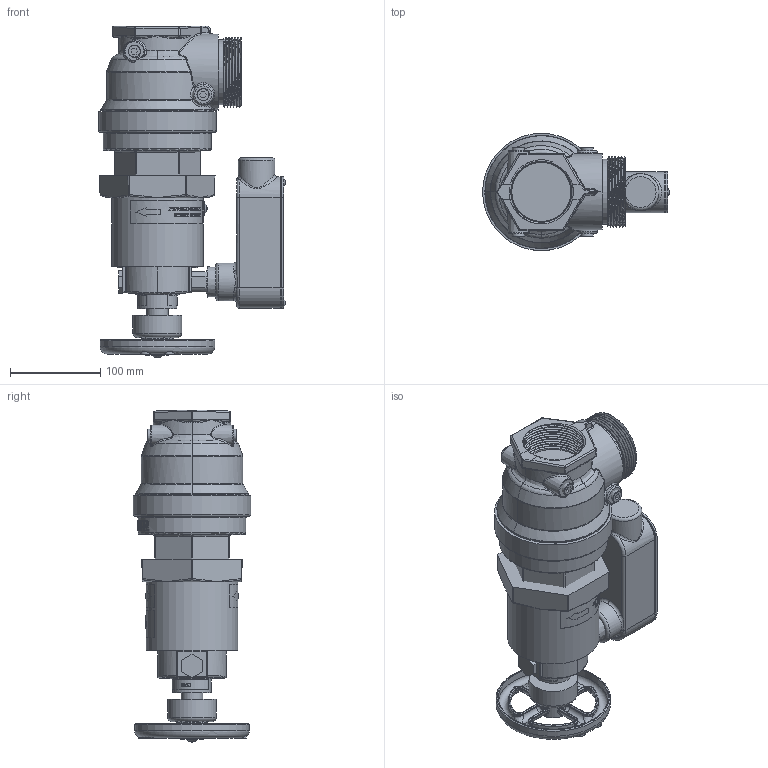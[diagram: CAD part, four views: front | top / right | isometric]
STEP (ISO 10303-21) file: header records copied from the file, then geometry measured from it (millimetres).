
FILE_DESCRIPTION (( 'STEP AP214' ), '1' );
FILE_NAME ('URFA-25-2.5.STEP', '2015-10-23T17:19:02', ( '' ), ( '' ), 'SwSTEP 2.0', 'SolidWorks 2015', '' );
FILE_SCHEMA (( 'AUTOMOTIVE_DESIGN' ));
Length unit declared in the file: inch
Products named in the file (1): URFA-25-2.5
Bounding box: 207.05 x 130.18 x 368.09 mm (x, y, z)
Volume: 2603247.1 mm3; surface area: 460577.1 mm2
Topology: 27 solids, 27 shells, 3445 faces, 9143 edges, 5919 vertices
Faces by surface type: bspline 1578, plane 1293, cylinder 395, torus 84, cone 69, sphere 26
Full cylindrical faces by diameter (mm): 1.016 x2, 2.54 x2, 4.826 x2, 6.35 x2, 15.24 x2, 15.875 x1, 16.51 x1, 18.136 x1, 19.012 x1, 19.05 x1, 19.609 x1, 23.812 x1, 25.4 x2, 31.75 x1, 34.925 x1, 37.587 x1, 40.64 x1, 41.91 x1, 43.18 x1, 53.975 x1, 63.5 x1, 72.288 x1, 76.2 x2, 86.233 x1, 90.932 x1, 95.199 x1, 97.79 x1, 101.6 x1, 117.348 x1, 119.71 x1
Entity records: 334694 total; most frequent: CARTESIAN_POINT 260037, ORIENTED_EDGE 17916, DIRECTION 11103, EDGE_CURVE 8958, VERTEX_POINT 5879, VECTOR 3767, LINE 3767, EDGE_LOOP 3751
